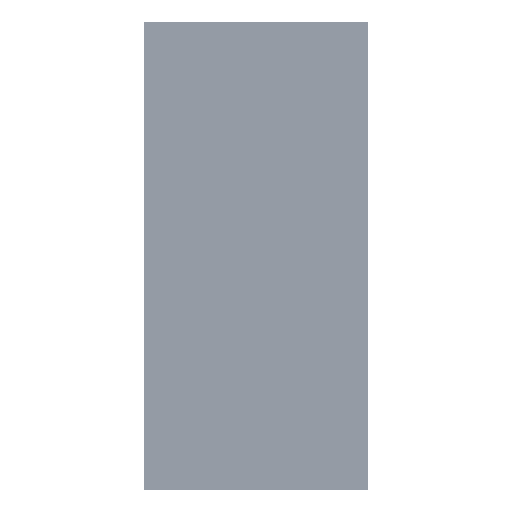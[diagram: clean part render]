
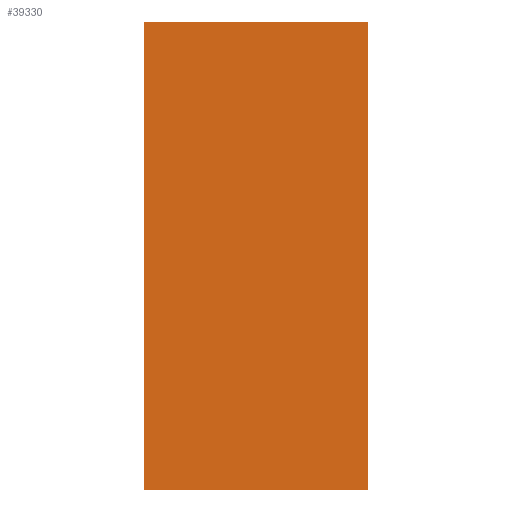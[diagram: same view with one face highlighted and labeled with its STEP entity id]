
A CAD part, front view. The second image highlights one B-rep face of the part: STEP entity #39330.
In plain terms, the highlighted free-form (B-spline) face has degree [1, 1] with [2, 2] control points.
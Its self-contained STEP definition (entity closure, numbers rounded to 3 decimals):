
#39225 = VERTEX_POINT('',#39226);
#39226 = CARTESIAN_POINT('',(58.048,0.,-120.934));
#39231 = EDGE_CURVE('',#39225,#39232,#39234,.T.);
#39232 = VERTEX_POINT('',#39233);
#39233 = CARTESIAN_POINT('',(-58.048,0.,-120.934));
#39234 = B_SPLINE_CURVE_WITH_KNOTS('',1,(#39235,#39236),.UNSPECIFIED.,
  .F.,.F.,(2,2),(-120.,-0.),.PIECEWISE_BEZIER_KNOTS.);
#39235 = CARTESIAN_POINT('',(58.048,0.,-120.934));
#39236 = CARTESIAN_POINT('',(-58.048,0.,-120.934));
#39259 = EDGE_CURVE('',#39232,#39260,#39262,.T.);
#39260 = VERTEX_POINT('',#39261);
#39261 = CARTESIAN_POINT('',(-58.048,0.,120.934));
#39262 = B_SPLINE_CURVE_WITH_KNOTS('',1,(#39263,#39264),.UNSPECIFIED.,
  .F.,.F.,(2,2),(-250.,-0.),.PIECEWISE_BEZIER_KNOTS.);
#39263 = CARTESIAN_POINT('',(-58.048,0.,-120.934));
#39264 = CARTESIAN_POINT('',(-58.048,0.,120.934));
#39287 = EDGE_CURVE('',#39260,#39288,#39290,.T.);
#39288 = VERTEX_POINT('',#39289);
#39289 = CARTESIAN_POINT('',(58.048,0.,120.934));
#39290 = B_SPLINE_CURVE_WITH_KNOTS('',1,(#39291,#39292),.UNSPECIFIED.,
  .F.,.F.,(2,2),(0.,120.),.PIECEWISE_BEZIER_KNOTS.);
#39291 = CARTESIAN_POINT('',(-58.048,0.,120.934));
#39292 = CARTESIAN_POINT('',(58.048,0.,120.934));
#39315 = EDGE_CURVE('',#39288,#39225,#39316,.T.);
#39316 = B_SPLINE_CURVE_WITH_KNOTS('',1,(#39317,#39318),.UNSPECIFIED.,
  .F.,.F.,(2,2),(0.,250.),.PIECEWISE_BEZIER_KNOTS.);
#39317 = CARTESIAN_POINT('',(58.048,0.,120.934));
#39318 = CARTESIAN_POINT('',(58.048,0.,-120.934));
#39330 = ADVANCED_FACE('',(#39331),#39337,.F.);
#39331 = FACE_BOUND('',#39332,.T.);
#39332 = EDGE_LOOP('',(#39333,#39334,#39335,#39336));
#39333 = ORIENTED_EDGE('',*,*,#39231,.F.);
#39334 = ORIENTED_EDGE('',*,*,#39315,.F.);
#39335 = ORIENTED_EDGE('',*,*,#39287,.F.);
#39336 = ORIENTED_EDGE('',*,*,#39259,.F.);
#39337 = B_SPLINE_SURFACE_WITH_KNOTS('',1,1,(
    (#39338,#39339)
    ,(#39340,#39341
    )),.UNSPECIFIED.,.F.,.F.,.F.,(2,2),(2,2),(-60.,60.),(-125.,125.),
  .PIECEWISE_BEZIER_KNOTS.);
#39338 = CARTESIAN_POINT('',(-58.048,0.,120.934));
#39339 = CARTESIAN_POINT('',(-58.048,0.,-120.934));
#39340 = CARTESIAN_POINT('',(58.048,0.,120.934));
#39341 = CARTESIAN_POINT('',(58.048,0.,-120.934));
